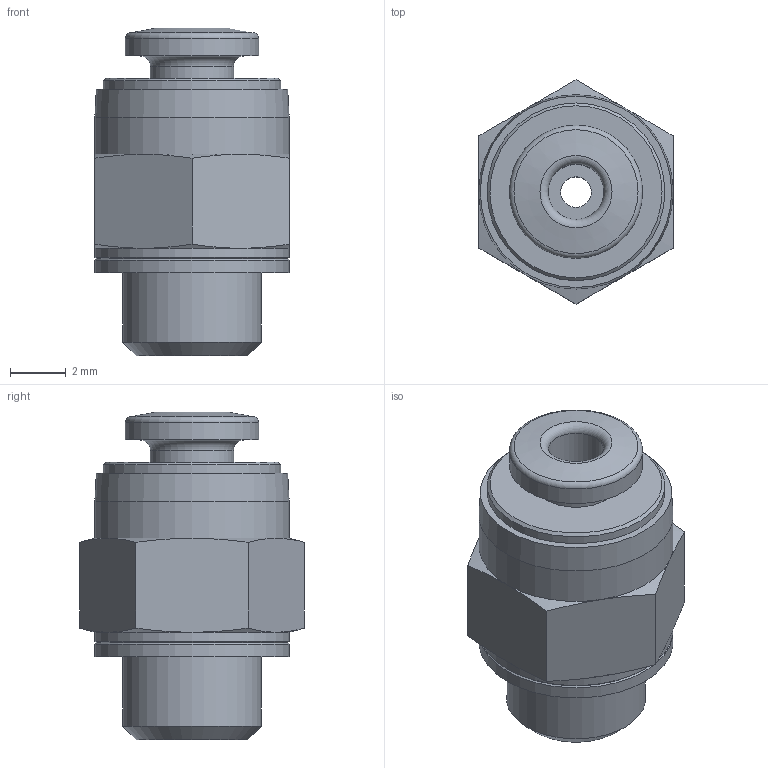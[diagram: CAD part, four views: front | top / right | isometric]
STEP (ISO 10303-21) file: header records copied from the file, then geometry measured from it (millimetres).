
FILE_DESCRIPTION(/* description */ ('STEP AP214'),/* implementation_level */ '2;1');
FILE_NAME(/* name */ '133028_QSM-M5-2',/* time_stamp */ '2024-09-14T13:26:58+02:00',/* author */ ('License CC BY-ND 4.0'),/* organization */ ('CADENAS'),/* preprocessor_version */ 'ST-DEVELOPER v19.3',/* originating_system */ 'PARTsolutions',/* authorisation */ ' ');
FILE_SCHEMA (('AUTOMOTIVE_DESIGN {1 0 10303 214 3 1 1}'));
Length unit declared in the file: millimetre
Products named in the file (1): 133028 QSM-M5-2
Bounding box: 7 x 8.08 x 11.8 mm (x, y, z)
Volume: 329.1 mm3; surface area: 385.8 mm2
Topology: 1 solids, 1 shells, 42 faces, 86 edges, 50 vertices
Faces by surface type: cone 18, plane 12, cylinder 9, torus 3
Full cylindrical faces by diameter (mm): 1.1 x1, 2 x1, 3 x1, 4.8 x1, 5 x1, 6.4 x1, 7 x3
Entity records: 1319 total; most frequent: CARTESIAN_POINT 227, DIRECTION 162, ORIENTED_EDGE 130, AXIS2_PLACEMENT_3D 78, EDGE_LOOP 66, FACE_BOUND 66, EDGE_CURVE 65, VERTEX_POINT 47
